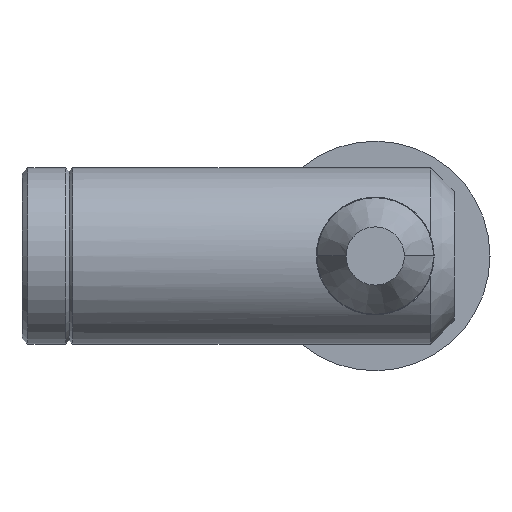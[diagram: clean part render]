
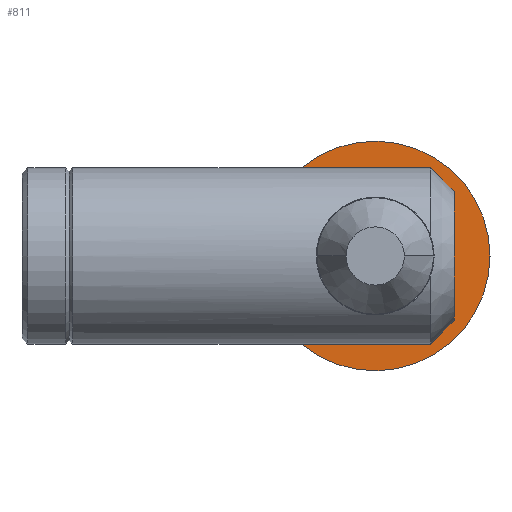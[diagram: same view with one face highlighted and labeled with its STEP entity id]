
A CAD part, left-side view. The second image highlights one B-rep face of the part: STEP entity #811.
In plain terms, the highlighted planar face has unit normal (-1, 0, 0).
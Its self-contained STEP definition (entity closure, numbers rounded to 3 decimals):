
#17 = CARTESIAN_POINT ( 'NONE',  ( 38., -34., 0. ) ) ;
#43 = VERTEX_POINT ( 'NONE', #821 ) ;
#56 = EDGE_CURVE ( 'NONE', #1440, #695, #1195, .T. ) ;
#109 = CIRCLE ( 'NONE', #1857, 4. ) ;
#149 = EDGE_CURVE ( 'NONE', #1595, #1332, #886, .T. ) ;
#175 = CIRCLE ( 'NONE', #1752, 4. ) ;
#180 = ORIENTED_EDGE ( 'NONE', *, *, #378, .T. ) ;
#254 = VERTEX_POINT ( 'NONE', #17 ) ;
#258 = ORIENTED_EDGE ( 'NONE', *, *, #56, .F. ) ;
#296 = DIRECTION ( 'NONE',  ( -1., 0., 0. ) ) ;
#378 = EDGE_CURVE ( 'NONE', #1332, #695, #819, .T. ) ;
#401 = CARTESIAN_POINT ( 'NONE',  ( 38., -20.254, -0.296 ) ) ;
#434 = LINE ( 'NONE', #1803, #1976 ) ;
#622 = CARTESIAN_POINT ( 'NONE',  ( 38., -20.55, 0. ) ) ;
#672 = DIRECTION ( 'NONE',  ( 0., 0.707, 0.707 ) ) ;
#675 = DIRECTION ( 'NONE',  ( -1., 0., 0. ) ) ;
#695 = VERTEX_POINT ( 'NONE', #1808 ) ;
#811 = ADVANCED_FACE ( 'NONE', ( #2077, #1065 ), #1892, .F. ) ;
#819 = CIRCLE ( 'NONE', #1881, 9.75 ) ;
#821 = CARTESIAN_POINT ( 'NONE',  ( 38., -26., 0. ) ) ;
#880 = DIRECTION ( 'NONE',  ( -1., 0., 0. ) ) ;
#886 = CIRCLE ( 'NONE', #1744, 9.75 ) ;
#894 = DIRECTION ( 'NONE',  ( 0., 1., 0. ) ) ;
#910 = DIRECTION ( 'NONE',  ( 1., 0., 0. ) ) ;
#983 = CARTESIAN_POINT ( 'NONE',  ( 38., -30., 0. ) ) ;
#993 = DIRECTION ( 'NONE',  ( 0., -1., 0. ) ) ;
#1036 = EDGE_CURVE ( 'NONE', #1595, #1440, #434, .T. ) ;
#1053 = CARTESIAN_POINT ( 'NONE',  ( 38., -39.75, 0. ) ) ;
#1065 = FACE_OUTER_BOUND ( 'NONE', #1841, .T. ) ;
#1066 = EDGE_CURVE ( 'NONE', #254, #43, #175, .T. ) ;
#1195 = LINE ( 'NONE', #1528, #2206 ) ;
#1201 = DIRECTION ( 'NONE',  ( 0., -1., 0. ) ) ;
#1229 = CARTESIAN_POINT ( 'NONE',  ( 38., -26., 0. ) ) ;
#1318 = ORIENTED_EDGE ( 'NONE', *, *, #149, .T. ) ;
#1323 = DIRECTION ( 'NONE',  ( 0., -1., 0. ) ) ;
#1328 = DIRECTION ( 'NONE',  ( 0., -1., 0. ) ) ;
#1332 = VERTEX_POINT ( 'NONE', #1053 ) ;
#1366 = EDGE_CURVE ( 'NONE', #43, #254, #109, .T. ) ;
#1440 = VERTEX_POINT ( 'NONE', #622 ) ;
#1489 = CARTESIAN_POINT ( 'NONE',  ( 38., -30., 0. ) ) ;
#1528 = CARTESIAN_POINT ( 'NONE',  ( 38., -23.275, -2.725 ) ) ;
#1595 = VERTEX_POINT ( 'NONE', #401 ) ;
#1596 = ORIENTED_EDGE ( 'NONE', *, *, #1066, .F. ) ;
#1611 = EDGE_LOOP ( 'NONE', ( #1596, #1620 ) ) ;
#1620 = ORIENTED_EDGE ( 'NONE', *, *, #1366, .F. ) ;
#1631 = DIRECTION ( 'NONE',  ( 0., -0.707, 0.707 ) ) ;
#1744 = AXIS2_PLACEMENT_3D ( 'NONE', #1833, #296, #993 ) ;
#1752 = AXIS2_PLACEMENT_3D ( 'NONE', #1489, #675, #1328 ) ;
#1803 = CARTESIAN_POINT ( 'NONE',  ( 38., -23.275, 2.725 ) ) ;
#1808 = CARTESIAN_POINT ( 'NONE',  ( 38., -20.254, 0.296 ) ) ;
#1833 = CARTESIAN_POINT ( 'NONE',  ( 38., -30., 0. ) ) ;
#1841 = EDGE_LOOP ( 'NONE', ( #2166, #1318, #180, #258 ) ) ;
#1857 = AXIS2_PLACEMENT_3D ( 'NONE', #1894, #880, #1201 ) ;
#1881 = AXIS2_PLACEMENT_3D ( 'NONE', #983, #2193, #1323 ) ;
#1892 = PLANE ( 'NONE',  #2146 ) ;
#1894 = CARTESIAN_POINT ( 'NONE',  ( 38., -30., 0. ) ) ;
#1976 = VECTOR ( 'NONE', #1631, 1000. ) ;
#2077 = FACE_BOUND ( 'NONE', #1611, .T. ) ;
#2146 = AXIS2_PLACEMENT_3D ( 'NONE', #1229, #910, #894 ) ;
#2166 = ORIENTED_EDGE ( 'NONE', *, *, #1036, .F. ) ;
#2193 = DIRECTION ( 'NONE',  ( -1., 0., 0. ) ) ;
#2206 = VECTOR ( 'NONE', #672, 1000. ) ;
